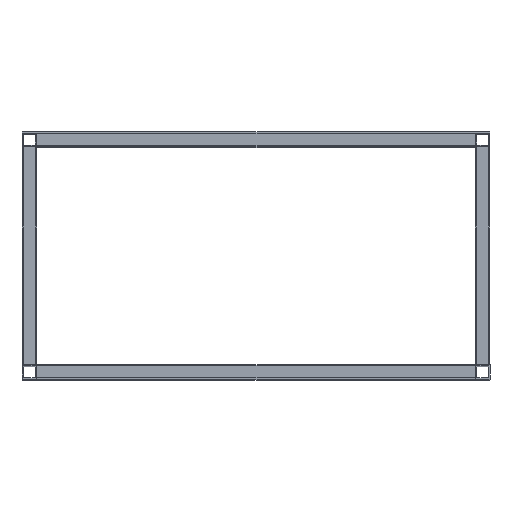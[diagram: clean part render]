
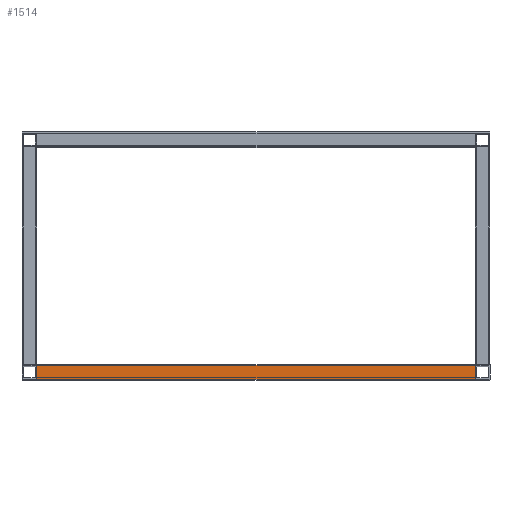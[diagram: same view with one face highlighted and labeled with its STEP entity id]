
A CAD part, top view. The second image highlights one B-rep face of the part: STEP entity #1514.
In plain terms, the highlighted planar face has unit normal (0, 0, 1).
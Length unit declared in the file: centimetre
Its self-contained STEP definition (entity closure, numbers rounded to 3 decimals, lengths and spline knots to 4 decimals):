
#834=VERTEX_POINT('',#1975);
#835=VERTEX_POINT('',#1977);
#836=VERTEX_POINT('',#1981);
#837=VERTEX_POINT('',#1983);
#923=VECTOR('',#1737,1.);
#925=VECTOR('',#1740,1.);
#926=VECTOR('',#1741,1.);
#927=VECTOR('',#1742,1.);
#1019=LINE('',#1976,#923);
#1021=LINE('',#1980,#925);
#1022=LINE('',#1982,#926);
#1023=LINE('',#1984,#927);
#1123=EDGE_CURVE('',#835,#834,#1019,.T.);
#1125=EDGE_CURVE('',#834,#836,#1021,.T.);
#1126=EDGE_CURVE('',#837,#836,#1022,.T.);
#1127=EDGE_CURVE('',#837,#835,#1023,.T.);
#1310=ORIENTED_EDGE('',*,*,#1125,.T.);
#1311=ORIENTED_EDGE('',*,*,#1126,.F.);
#1312=ORIENTED_EDGE('',*,*,#1127,.T.);
#1313=ORIENTED_EDGE('',*,*,#1123,.T.);
#1404=EDGE_LOOP('',(#1310,#1311,#1312,#1313));
#1468=FACE_BOUND('',#1404,.T.);
#1514=ADVANCED_FACE('',(#1468),#2058,.T.);
#1572=AXIS2_PLACEMENT_3D('',#1979,#1739,$);
#1737=DIRECTION('',(0.,1.,0.));
#1739=DIRECTION('',(0.,0.,1.));
#1740=DIRECTION('',(-1.,0.,0.));
#1741=DIRECTION('',(0.,1.,0.));
#1742=DIRECTION('',(1.,0.,0.));
#1975=CARTESIAN_POINT('',(3.175,94.615,3.175));
#1976=CARTESIAN_POINT('',(3.175,0.,3.175));
#1977=CARTESIAN_POINT('',(3.175,0.,3.175));
#1979=CARTESIAN_POINT('',(1.5875,0.,3.175));
#1980=CARTESIAN_POINT('',(0.,94.615,3.175));
#1981=CARTESIAN_POINT('',(0.,94.615,3.175));
#1982=CARTESIAN_POINT('',(0.,0.,3.175));
#1983=CARTESIAN_POINT('',(0.,0.,3.175));
#1984=CARTESIAN_POINT('',(0.,0.,3.175));
#2058=PLANE('',#1572);
